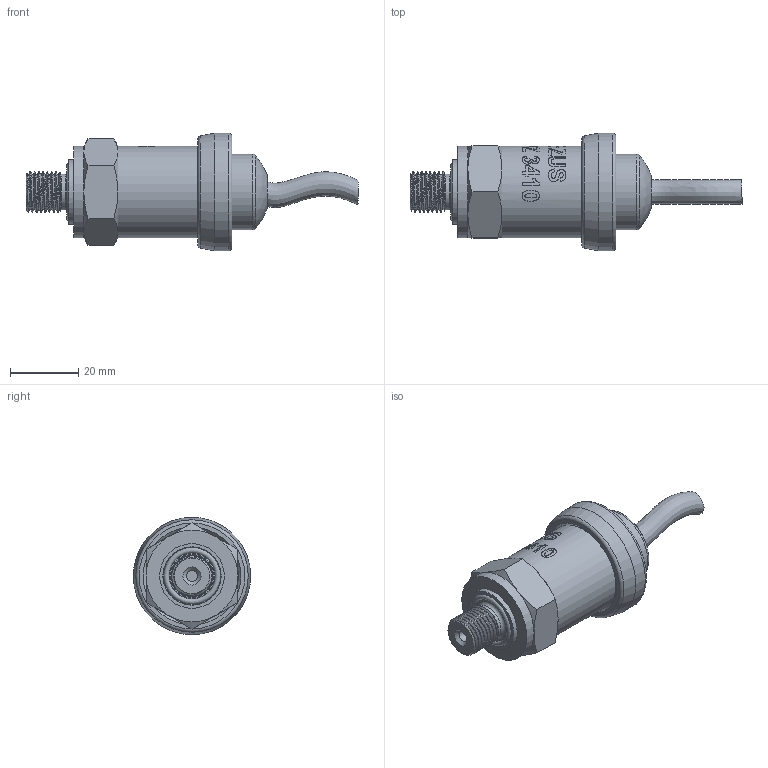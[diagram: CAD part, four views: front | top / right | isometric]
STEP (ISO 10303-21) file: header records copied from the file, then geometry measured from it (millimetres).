
FILE_DESCRIPTION(/* description */ (''),/* implementation_level */ '2;1');
FILE_NAME(/* name */ 'APZ3410_12_StainlessSteelCableGland.step',/* time_stamp */ '2021-06-17T12:52:11+03:00',/* author */ (''),/* organization */ (''),/* preprocessor_version */ 'ST-DEVELOPER v18.1',/* originating_system */ 'Autodesk Translation Framework v10.9.0.1377',/* authorisation */ '');
FILE_SCHEMA (('AUTOMOTIVE_DESIGN { 1 0 10303 214 3 1 1 }'));
Length unit declared in the file: millimetre
Products named in the file (6): APZ3410_x_y; Stainless steel cable gland assembly v4; wire; Stainless steel cable gland v2; Stainless steel cable gland nut v3; M12x1,25 DIN
Assembly tree (5 placements, depth 3):
  APZ3410_x_y
    Stainless steel cable gland assembly v4
      wire
      Stainless steel cable gland v2
      Stainless steel cable gland nut v3
    M12x1,25 DIN
Bounding box: 97.53 x 34.5 x 34.5 mm (x, y, z)
Volume: 36117.3 mm3; surface area: 12866.1 mm2
Topology: 5 solids, 5 shells, 374 faces, 985 edges, 649 vertices
Faces by surface type: bspline 224, cylinder 74, plane 38, cone 24, torus 13, sphere 1
Full cylindrical faces by diameter (mm): 3.3 x1, 7.2 x1, 10.438 x7, 10.5 x1, 11.866 x7, 13 x1, 13.5 x1, 16.7 x1, 19 x1, 21.4 x1, 22.3 x2, 24.5 x1, 25.132 x4, 25.526 x2, 26.85 x3, 27 x2, 27.208 x3, 27.7 x1, 34.5 x1
Entity records: 20336 total; most frequent: CARTESIAN_POINT 12574, ORIENTED_EDGE 1970, EDGE_CURVE 985, DIRECTION 869, VERTEX_POINT 649, B_SPLINE_CURVE_WITH_KNOTS 532, EDGE_LOOP 408, FACE_OUTER_BOUND 374
